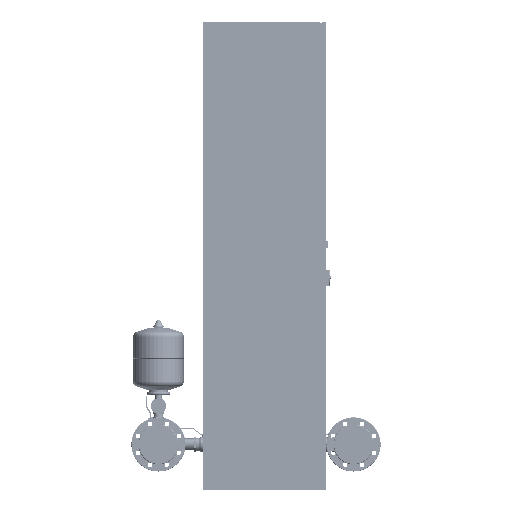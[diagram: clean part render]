
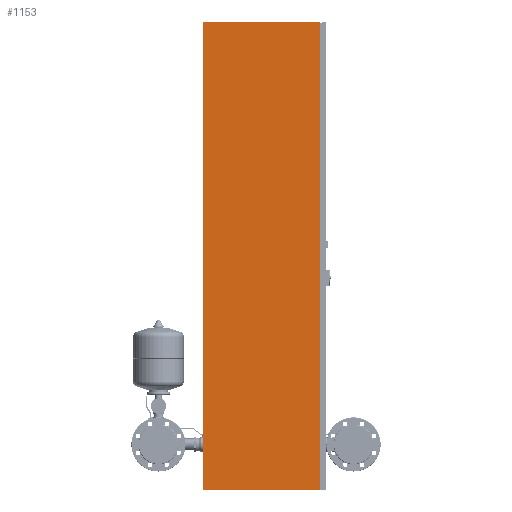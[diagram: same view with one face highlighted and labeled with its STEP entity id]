
A CAD part, left-side view. The second image highlights one B-rep face of the part: STEP entity #1153.
In plain terms, the highlighted planar face has unit normal (-1, 0, 0).
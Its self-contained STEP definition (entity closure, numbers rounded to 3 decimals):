
#1114=CARTESIAN_POINT('',(-850.0,250.0,0.0));
#1115=DIRECTION('',(-1.0,0.0,0.0));
#1116=DIRECTION('',(0.0,-1.0,0.0));
#1117=AXIS2_PLACEMENT_3D('',#1114,#1115,#1116);
#1118=PLANE('',#1117);
#1119=CARTESIAN_POINT('',(-850.0,-225.0,0.));
#1120=VERTEX_POINT('',#1119);
#1121=CARTESIAN_POINT('',(-850.,-225.,1900.0));
#1122=VERTEX_POINT('',#1121);
#1123=CARTESIAN_POINT('',(-850.0,-225.0,0.));
#1124=DIRECTION('',(0.0,0.0,1.0));
#1125=VECTOR('',#1124,1900.0);
#1126=LINE('',#1123,#1125);
#1127=EDGE_CURVE('',#1120,#1122,#1126,.T.);
#1128=ORIENTED_EDGE('',*,*,#1127,.T.);
#1129=CARTESIAN_POINT('',(-850.,250.,1900.0));
#1130=VERTEX_POINT('',#1129);
#1131=CARTESIAN_POINT('',(-850.,250.,1900.0));
#1132=DIRECTION('',(0.0,-1.0,0.0));
#1133=VECTOR('',#1132,475.0);
#1134=LINE('',#1131,#1133);
#1135=EDGE_CURVE('',#1130,#1122,#1134,.T.);
#1136=ORIENTED_EDGE('',*,*,#1135,.F.);
#1137=CARTESIAN_POINT('',(-850.0,250.0,0.0));
#1138=VERTEX_POINT('',#1137);
#1139=CARTESIAN_POINT('',(-850.,250.,1900.0));
#1140=DIRECTION('',(0.0,0.0,-1.0));
#1141=VECTOR('',#1140,1900.0);
#1142=LINE('',#1139,#1141);
#1143=EDGE_CURVE('',#1130,#1138,#1142,.T.);
#1144=ORIENTED_EDGE('',*,*,#1143,.T.);
#1145=CARTESIAN_POINT('',(-850.0,250.0,0.0));
#1146=DIRECTION('',(0.0,-1.0,0.0));
#1147=VECTOR('',#1146,475.0);
#1148=LINE('',#1145,#1147);
#1149=EDGE_CURVE('',#1138,#1120,#1148,.T.);
#1150=ORIENTED_EDGE('',*,*,#1149,.T.);
#1151=EDGE_LOOP('',(#1128,#1136,#1144,#1150));
#1152=FACE_OUTER_BOUND('',#1151,.T.);
#1153=ADVANCED_FACE('',(#1152),#1118,.T.);
